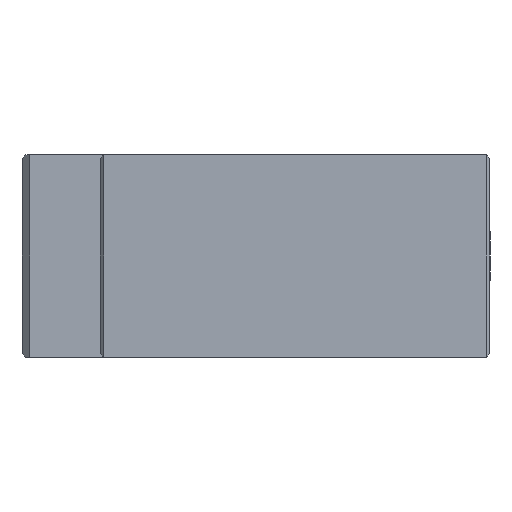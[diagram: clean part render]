
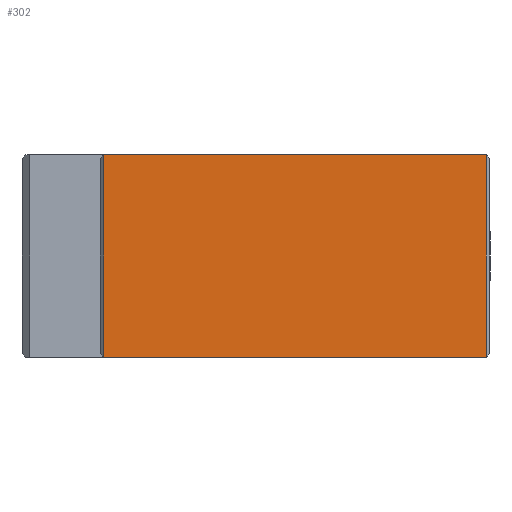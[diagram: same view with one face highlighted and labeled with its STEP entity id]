
A CAD part, left-side view. The second image highlights one B-rep face of the part: STEP entity #302.
In plain terms, the highlighted planar face has unit normal (-1, 0, 0).
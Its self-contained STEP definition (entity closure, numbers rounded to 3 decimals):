
#218 = FACE_OUTER_BOUND ( 'NONE', #6653, .T. ) ;
#254 = DIRECTION ( 'NONE',  ( 1., 0., 0. ) ) ;
#302 = ADVANCED_FACE ( 'NONE', ( #218 ), #6386, .F. ) ;
#925 = ORIENTED_EDGE ( 'NONE', *, *, #5686, .F. ) ;
#938 = LINE ( 'NONE', #5127, #4918 ) ;
#981 = DIRECTION ( 'NONE',  ( 0., 1., 0. ) ) ;
#1430 = EDGE_CURVE ( 'NONE', #1506, #4365, #938, .T. ) ;
#1506 = VERTEX_POINT ( 'NONE', #4796 ) ;
#1542 = EDGE_CURVE ( 'NONE', #1506, #7274, #2270, .T. ) ;
#1804 = ORIENTED_EDGE ( 'NONE', *, *, #1542, .F. ) ;
#1924 = CARTESIAN_POINT ( 'NONE',  ( -44., 49.5, 13. ) ) ;
#2007 = ORIENTED_EDGE ( 'NONE', *, *, #1430, .T. ) ;
#2072 = DIRECTION ( 'NONE',  ( 0., 0., -1. ) ) ;
#2252 = VECTOR ( 'NONE', #6384, 1000. ) ;
#2270 = LINE ( 'NONE', #7295, #6849 ) ;
#2320 = VECTOR ( 'NONE', #4459, 1000. ) ;
#2602 = CARTESIAN_POINT ( 'NONE',  ( -44., 0., 13. ) ) ;
#2693 = VERTEX_POINT ( 'NONE', #5934 ) ;
#3094 = AXIS2_PLACEMENT_3D ( 'NONE', #2602, #254, #2072 ) ;
#3208 = CARTESIAN_POINT ( 'NONE',  ( -44., 0., -13. ) ) ;
#3589 = CARTESIAN_POINT ( 'NONE',  ( -44., 0.5, -13. ) ) ;
#3759 = EDGE_CURVE ( 'NONE', #2693, #4365, #6980, .T. ) ;
#3910 = CARTESIAN_POINT ( 'NONE',  ( -44., 49.5, 13. ) ) ;
#4007 = ORIENTED_EDGE ( 'NONE', *, *, #3759, .F. ) ;
#4365 = VERTEX_POINT ( 'NONE', #1924 ) ;
#4459 = DIRECTION ( 'NONE',  ( 0., 1., 0. ) ) ;
#4796 = CARTESIAN_POINT ( 'NONE',  ( -44., 0.5, 13. ) ) ;
#4918 = VECTOR ( 'NONE', #981, 1000. ) ;
#5127 = CARTESIAN_POINT ( 'NONE',  ( -44., 0., 13. ) ) ;
#5686 = EDGE_CURVE ( 'NONE', #7274, #2693, #7366, .T. ) ;
#5934 = CARTESIAN_POINT ( 'NONE',  ( -44., 49.5, -13. ) ) ;
#6384 = DIRECTION ( 'NONE',  ( 0., 0., 1. ) ) ;
#6386 = PLANE ( 'NONE',  #3094 ) ;
#6653 = EDGE_LOOP ( 'NONE', ( #1804, #2007, #4007, #925 ) ) ;
#6692 = DIRECTION ( 'NONE',  ( 0., 0., -1. ) ) ;
#6849 = VECTOR ( 'NONE', #6692, 1000. ) ;
#6980 = LINE ( 'NONE', #3910, #2252 ) ;
#7274 = VERTEX_POINT ( 'NONE', #3589 ) ;
#7295 = CARTESIAN_POINT ( 'NONE',  ( -44., 0.5, 13. ) ) ;
#7366 = LINE ( 'NONE', #3208, #2320 ) ;
